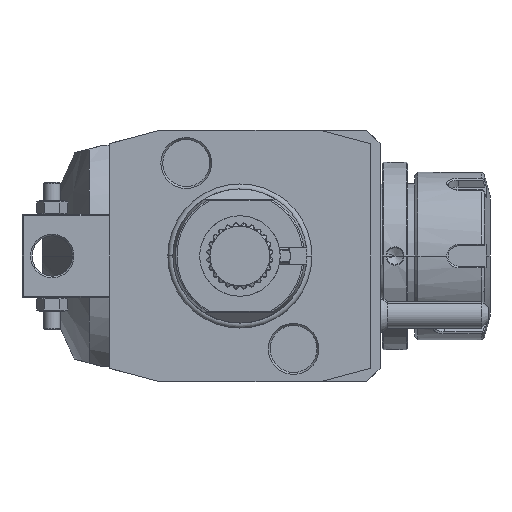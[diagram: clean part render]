
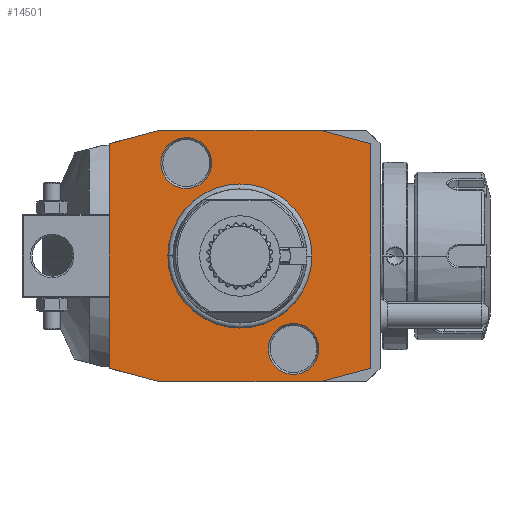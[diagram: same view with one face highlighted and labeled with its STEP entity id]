
A CAD part, front view. The second image highlights one B-rep face of the part: STEP entity #14501.
In plain terms, the highlighted planar face has unit normal (0, -1, 0).
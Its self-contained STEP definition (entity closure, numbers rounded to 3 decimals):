
#1=DIRECTION('',(0.966,0.,-0.259));
#2=VECTOR('',#1,15.529);
#3=CARTESIAN_POINT('',(-39.,0.,-33.481));
#4=LINE('',#3,#2);
#5=DIRECTION('',(0.,0.,-1.));
#6=VECTOR('',#5,66.962);
#7=CARTESIAN_POINT('',(-39.,0.,33.481));
#8=LINE('',#7,#6);
#9=DIRECTION('',(-0.966,0.,-0.259));
#10=VECTOR('',#9,15.529);
#11=CARTESIAN_POINT('',(-24.,0.,37.5));
#12=LINE('',#11,#10);
#13=DIRECTION('',(-1.,0.,0.));
#14=VECTOR('',#13,48.);
#15=CARTESIAN_POINT('',(24.,0.,37.5));
#16=LINE('',#15,#14);
#17=DIRECTION('',(-0.966,0.,0.259));
#18=VECTOR('',#17,15.529);
#19=CARTESIAN_POINT('',(39.,0.,33.481));
#20=LINE('',#19,#18);
#21=DIRECTION('',(0.,0.,1.));
#22=VECTOR('',#21,66.962);
#23=CARTESIAN_POINT('',(39.,0.,-33.481));
#24=LINE('',#23,#22);
#25=DIRECTION('',(0.966,0.,0.259));
#26=VECTOR('',#25,15.529);
#27=CARTESIAN_POINT('',(24.,0.,-37.5));
#28=LINE('',#27,#26);
#29=DIRECTION('',(1.,0.,0.));
#30=VECTOR('',#29,48.);
#31=CARTESIAN_POINT('',(-24.,0.,-37.5));
#32=LINE('',#31,#30);
#33=CARTESIAN_POINT('',(-16.,0.,27.713));
#34=DIRECTION('',(0.,1.,0.));
#35=DIRECTION('',(-1.,0.,0.));
#36=AXIS2_PLACEMENT_3D('',#33,#34,#35);
#38=CARTESIAN_POINT('',(-16.,0.,27.713));
#39=DIRECTION('',(0.,1.,0.));
#40=DIRECTION('',(1.,0.,0.));
#41=AXIS2_PLACEMENT_3D('',#38,#39,#40);
#43=CARTESIAN_POINT('',(16.,0.,-27.713));
#44=DIRECTION('',(0.,1.,0.));
#45=DIRECTION('',(-1.,0.,0.));
#46=AXIS2_PLACEMENT_3D('',#43,#44,#45);
#48=CARTESIAN_POINT('',(16.,0.,-27.713));
#49=DIRECTION('',(0.,1.,0.));
#50=DIRECTION('',(1.,0.,0.));
#51=AXIS2_PLACEMENT_3D('',#48,#49,#50);
#7105=CARTESIAN_POINT('',(0.,0.,0.));
#7106=DIRECTION('',(0.,1.,0.));
#7107=DIRECTION('',(-1.,0.,0.));
#7108=AXIS2_PLACEMENT_3D('',#7105,#7106,#7107);
#7110=CARTESIAN_POINT('',(0.,0.,0.));
#7111=DIRECTION('',(0.,1.,0.));
#7112=DIRECTION('',(1.,0.,0.));
#7113=AXIS2_PLACEMENT_3D('',#7110,#7111,#7112);
#12989=CARTESIAN_POINT('',(-23.577,0.,
27.713));
#12990=CARTESIAN_POINT('',(-8.423,0.,
27.713));
#12991=VERTEX_POINT('',#12989);
#12992=VERTEX_POINT('',#12990);
#13167=CARTESIAN_POINT('',(8.423,0.,
-27.713));
#13168=CARTESIAN_POINT('',(23.577,0.,
-27.713));
#13169=VERTEX_POINT('',#13167);
#13170=VERTEX_POINT('',#13168);
#14078=CARTESIAN_POINT('',(-39.,0.,-33.481));
#14079=CARTESIAN_POINT('',(-24.,0.,-37.5));
#14080=VERTEX_POINT('',#14078);
#14081=VERTEX_POINT('',#14079);
#14082=CARTESIAN_POINT('',(24.,0.,-37.5));
#14083=VERTEX_POINT('',#14082);
#14084=CARTESIAN_POINT('',(39.,0.,-33.481));
#14085=VERTEX_POINT('',#14084);
#14086=CARTESIAN_POINT('',(39.,0.,33.481));
#14087=VERTEX_POINT('',#14086);
#14088=CARTESIAN_POINT('',(24.,0.,37.5));
#14089=VERTEX_POINT('',#14088);
#14090=CARTESIAN_POINT('',(-24.,0.,37.5));
#14091=VERTEX_POINT('',#14090);
#14092=CARTESIAN_POINT('',(-39.,0.,33.481));
#14093=VERTEX_POINT('',#14092);
#14334=CARTESIAN_POINT('',(-21.137,0.,0.));
#14335=CARTESIAN_POINT('',(21.137,0.,0.));
#14336=VERTEX_POINT('',#14334);
#14337=VERTEX_POINT('',#14335);
#14460=CARTESIAN_POINT('',(0.,0.,0.));
#14461=DIRECTION('',(0.,-1.,0.));
#14462=DIRECTION('',(-1.,0.,0.));
#14463=AXIS2_PLACEMENT_3D('',#14460,#14461,#14462);
#14464=PLANE('',#14463);
#14466=ORIENTED_EDGE('',*,*,#14465,.F.);
#14468=ORIENTED_EDGE('',*,*,#14467,.F.);
#14470=ORIENTED_EDGE('',*,*,#14469,.F.);
#14472=ORIENTED_EDGE('',*,*,#14471,.F.);
#14474=ORIENTED_EDGE('',*,*,#14473,.F.);
#14476=ORIENTED_EDGE('',*,*,#14475,.F.);
#14478=ORIENTED_EDGE('',*,*,#14477,.F.);
#14480=ORIENTED_EDGE('',*,*,#14479,.F.);
#14481=EDGE_LOOP('',(#14466,#14468,#14470,#14472,#14474,#14476,#14478,#14480));
#14482=FACE_OUTER_BOUND('',#14481,.F.);
#14484=ORIENTED_EDGE('',*,*,#14483,.F.);
#14486=ORIENTED_EDGE('',*,*,#14485,.F.);
#14487=EDGE_LOOP('',(#14484,#14486));
#14488=FACE_BOUND('',#14487,.F.);
#14490=ORIENTED_EDGE('',*,*,#14489,.F.);
#14492=ORIENTED_EDGE('',*,*,#14491,.F.);
#14493=EDGE_LOOP('',(#14490,#14492));
#14494=FACE_BOUND('',#14493,.F.);
#14496=ORIENTED_EDGE('',*,*,#14495,.F.);
#14498=ORIENTED_EDGE('',*,*,#14497,.F.);
#14499=EDGE_LOOP('',(#14496,#14498));
#14500=FACE_BOUND('',#14499,.F.);
#37=CIRCLE('',#36,7.577);
#42=CIRCLE('',#41,7.577);
#47=CIRCLE('',#46,7.577);
#52=CIRCLE('',#51,7.577);
#7109=CIRCLE('',#7108,21.137);
#7114=CIRCLE('',#7113,21.137);
#14465=EDGE_CURVE('',#14080,#14081,#4,.T.);
#14467=EDGE_CURVE('',#14093,#14080,#8,.T.);
#14469=EDGE_CURVE('',#14091,#14093,#12,.T.);
#14471=EDGE_CURVE('',#14089,#14091,#16,.T.);
#14473=EDGE_CURVE('',#14087,#14089,#20,.T.);
#14475=EDGE_CURVE('',#14085,#14087,#24,.T.);
#14477=EDGE_CURVE('',#14083,#14085,#28,.T.);
#14479=EDGE_CURVE('',#14081,#14083,#32,.T.);
#14483=EDGE_CURVE('',#14336,#14337,#7109,.T.);
#14485=EDGE_CURVE('',#14337,#14336,#7114,.T.);
#14489=EDGE_CURVE('',#12991,#12992,#37,.T.);
#14491=EDGE_CURVE('',#12992,#12991,#42,.T.);
#14495=EDGE_CURVE('',#13169,#13170,#47,.T.);
#14497=EDGE_CURVE('',#13170,#13169,#52,.T.);
#14501=ADVANCED_FACE('',(#14482,#14488,#14494,#14500),#14464,.T.);
